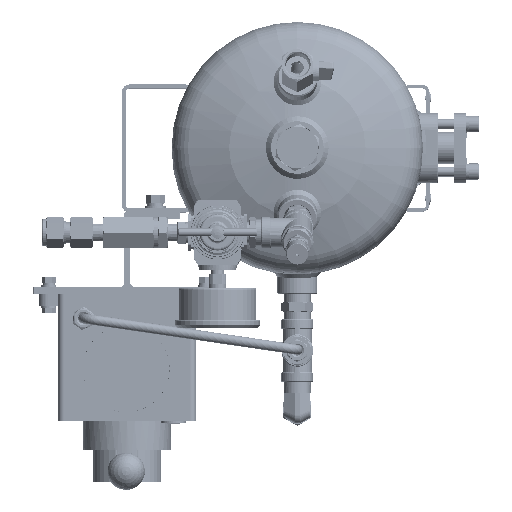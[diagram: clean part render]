
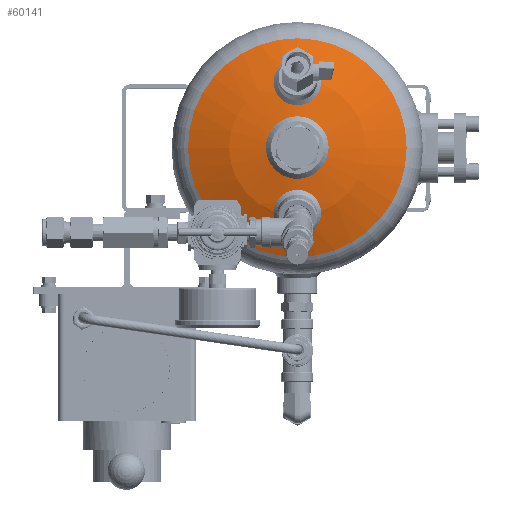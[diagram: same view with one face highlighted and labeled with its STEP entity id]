
A CAD part, top view. The second image highlights one B-rep face of the part: STEP entity #60141.
In plain terms, the highlighted spherical face has radius 202.3 mm.
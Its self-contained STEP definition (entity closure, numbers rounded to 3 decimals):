
#633=SPHERICAL_SURFACE('',#72972,202.3);
#14807=ORIENTED_EDGE('',*,*,#32525,.T.);
#14808=ORIENTED_EDGE('',*,*,#32529,.T.);
#14809=ORIENTED_EDGE('',*,*,#32530,.F.);
#14810=ORIENTED_EDGE('',*,*,#32531,.F.);
#32525=EDGE_CURVE('',#41447,#41447,#47611,.T.);
#32529=EDGE_CURVE('',#41451,#41451,#47615,.T.);
#32530=EDGE_CURVE('',#41452,#41452,#47616,.T.);
#32531=EDGE_CURVE('',#41453,#41453,#47617,.F.);
#41447=VERTEX_POINT('',#96005);
#41451=VERTEX_POINT('',#96015);
#41452=VERTEX_POINT('',#96017);
#41453=VERTEX_POINT('',#96019);
#47611=CIRCLE('',#72967,15.);
#47615=CIRCLE('',#72973,15.);
#47616=CIRCLE('',#72974,87.326);
#47617=CIRCLE('',#72975,20.);
#49887=EDGE_LOOP('',(#14807));
#49888=EDGE_LOOP('',(#14808));
#49889=EDGE_LOOP('',(#14809));
#49890=EDGE_LOOP('',(#14810));
#54602=FACE_BOUND('',#49887,.T.);
#54603=FACE_BOUND('',#49888,.T.);
#54604=FACE_BOUND('',#49889,.T.);
#54605=FACE_BOUND('',#49890,.T.);
#60141=ADVANCED_FACE('',(#54602,#54603,#54604,#54605),#633,.T.);
#72967=AXIS2_PLACEMENT_3D('',#96004,#79477,#79478);
#72972=AXIS2_PLACEMENT_3D('',#96013,#79487,#79488);
#72973=AXIS2_PLACEMENT_3D('',#96014,#79489,#79490);
#72974=AXIS2_PLACEMENT_3D('',#96016,#79491,#79492);
#72975=AXIS2_PLACEMENT_3D('',#96018,#79493,#79494);
#79477=DIRECTION('',(0.259,0.,-0.966));
#79478=DIRECTION('',(0.966,0.,0.259));
#79487=DIRECTION('',(0.,0.,-1.));
#79488=DIRECTION('',(1.,0.,0.));
#79489=DIRECTION('',(-0.259,0.,-0.966));
#79490=DIRECTION('',(-0.966,0.,0.259));
#79491=DIRECTION('',(0.,0.,-1.));
#79492=DIRECTION('',(-1.,0.,0.));
#79493=DIRECTION('',(0.,0.,-1.));
#79494=DIRECTION('',(-1.,0.,0.));
#96004=CARTESIAN_POINT('',(-52.215,0.,46.028));
#96005=CARTESIAN_POINT('',(-37.726,0.,49.911));
#96013=CARTESIAN_POINT('',(0.,0.,-148.841));
#96014=CARTESIAN_POINT('',(52.215,0.,46.028));
#96015=CARTESIAN_POINT('',(37.726,0.,49.911));
#96016=CARTESIAN_POINT('',(0.,0.,33.641));
#96017=CARTESIAN_POINT('',(-87.326,0.,33.641));
#96018=CARTESIAN_POINT('',(0.,0.,52.468));
#96019=CARTESIAN_POINT('',(-20.,0.,52.468));
